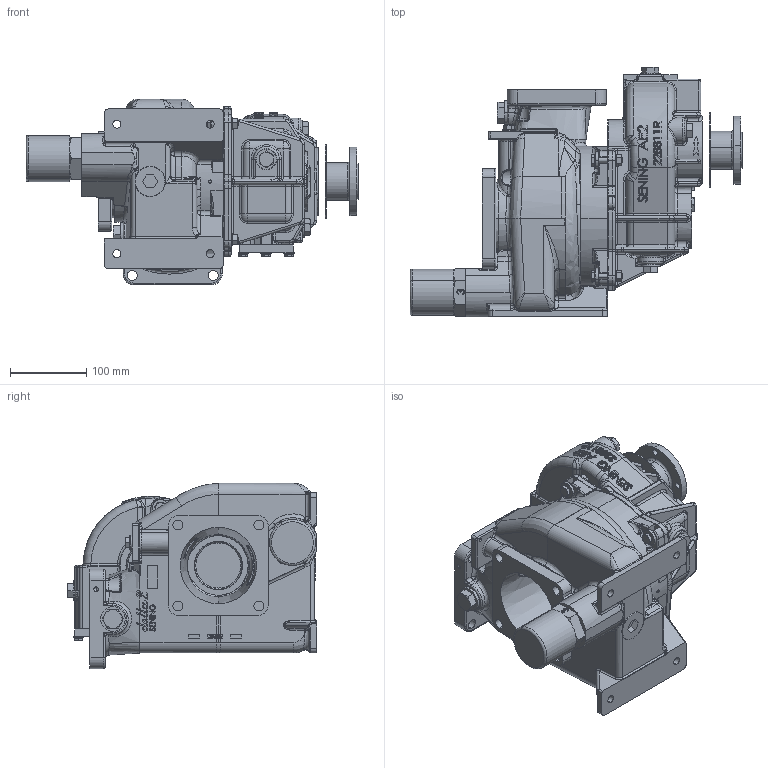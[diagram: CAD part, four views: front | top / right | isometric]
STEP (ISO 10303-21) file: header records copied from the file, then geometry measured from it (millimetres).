
FILE_DESCRIPTION (( 'STEP AP214' ), '1' );
FILE_NAME ('DELTA2-..._251820.STEP', '2012-09-26T13:41:00', ( 'Admin2' ), ( '' ), 'SwSTEP 2.0', 'SolidWorks 2010', '' );
FILE_SCHEMA (( 'AUTOMOTIVE_DESIGN' ));
Length unit declared in the file: millimetre
Products named in the file (1): DELTA2-..._251820
Bounding box: 434.47 x 327 x 242.5 mm (x, y, z)
Surface area: 607961.7 mm2 (no closed solid volume)
Topology: 0 solids, 77 shells, 2183 faces, 6839 edges, 4480 vertices
Faces by surface type: cylinder 646, plane 623, bspline 521, torus 216, cone 123, sphere 54
Entity records: 144516 total; most frequent: CARTESIAN_POINT 66224, ORIENTED_EDGE 11329, DIRECTION 10165, EDGE_CURVE 6747, VERTEX_POINT 4473, AXIS2_PLACEMENT_3D 3798, LINE 2569, VECTOR 2569
